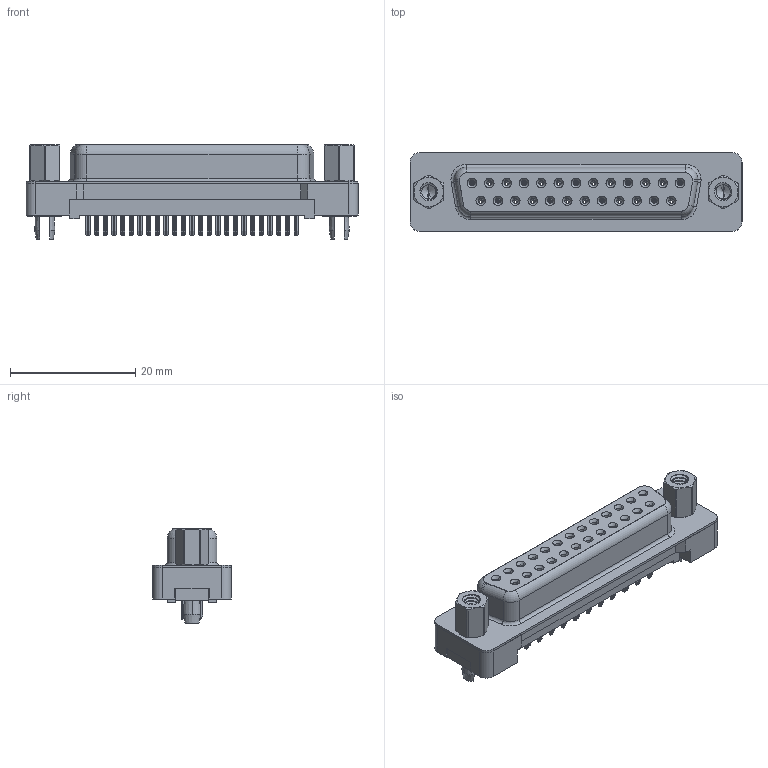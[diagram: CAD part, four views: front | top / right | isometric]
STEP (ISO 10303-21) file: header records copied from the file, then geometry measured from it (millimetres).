
FILE_DESCRIPTION (( 'STEP AP203' ), '1' );
FILE_NAME ('628-025-620-217.STEP', '2020-07-16T00:11:15', ( '' ), ( '' ), 'SwSTEP 2.0', 'SolidWorks 2020', '' );
FILE_SCHEMA (( 'CONFIG_CONTROL_DESIGN' ));
Length unit declared in the file: millimetre
Products named in the file (7): 628-025-620-217; 628 4-40 Hex Standoff; 628 Plastic Body Housing_25 Contacts; 628 PB Shell_25 Contacts; 628 PB 4-40 Threaded Rivet with Boardlock; 628 PB Contact Row 2_20; 628 PB Contact Row 1_20
Assembly tree (31 placements, depth 2):
  628-025-620-217
    628 Plastic Body Housing_25 Contacts
    628 PB Shell_25 Contacts
    628 PB Contact Row 1_20  x13
    628 PB Contact Row 2_20  x12
    628 4-40 Hex Standoff  x2
    628 PB 4-40 Threaded Rivet with Boardlock  x2
Bounding box: 53.05 x 12.55 x 15.05 mm (x, y, z)
Volume: 3539.7 mm3; surface area: 9127.5 mm2
Topology: 31 solids, 31 shells, 2237 faces, 5475 edges, 3338 vertices
Faces by surface type: plane 906, cylinder 570, bspline 418, torus 176, cone 167
Entity records: 24498 total; most frequent: CARTESIAN_POINT 8198, ORIENTED_EDGE 3144, DIRECTION 3008, EDGE_CURVE 1572, AXIS2_PLACEMENT_3D 1048, VERTEX_POINT 990, VECTOR 912, LINE 912
